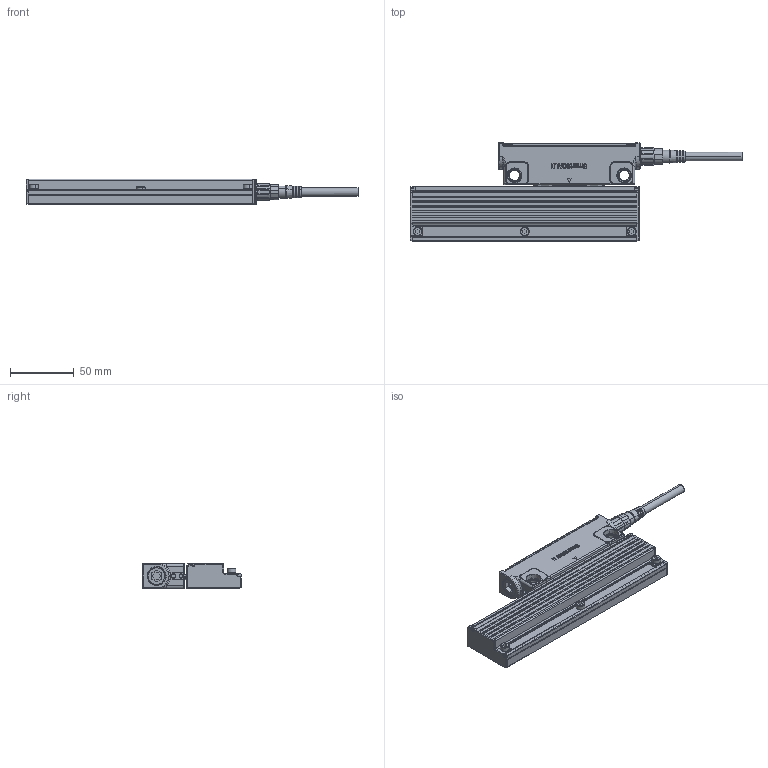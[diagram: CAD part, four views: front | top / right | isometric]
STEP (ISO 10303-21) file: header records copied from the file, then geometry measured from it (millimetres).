
FILE_DESCRIPTION(('CATIA V5 STEP','CAx-IF Rec.Pracs.--- Model Styling and Organization---1.4--- 2014-01-23'),'2;1');
FILE_NAME('SQ57-007-L.stp','2024-07-07T23:21:12+00:00',('none'),('none'),'CATIA Version 5-6 Release 2017 SP5','CATIA V5 STEP AP214','none');
FILE_SCHEMA(('AUTOMOTIVE_DESIGN { 1 0 10303 214 1 1 1 1 }'));
Products named in the file (4): SQ57-007-L; Head ASSY_L; Scale base 70; Scale cover 70
Assembly tree (3 placements, depth 2):
  SQ57-007-L
    Head ASSY_L
    Scale base 70
    Scale cover 70
Bounding box: 260.5 x 77 x 20 mm (x, y, z)
Volume: 159626.8 mm3; surface area: 84421 mm2
Topology: 3 solids, 31 shells, 3666 faces, 9871 edges, 6288 vertices
Faces by surface type: cone 1119, plane 1017, cylinder 803, bspline 515, torus 167, sphere 34, extrusion 11
Entity records: 135273 total; most frequent: CARTESIAN_POINT 52765, ORIENTED_EDGE 19638, DIRECTION 12474, EDGE_CURVE 9819, VERTEX_POINT 6288, AXIS2_PLACEMENT_3D 6111, VECTOR 4031, LINE 4020
